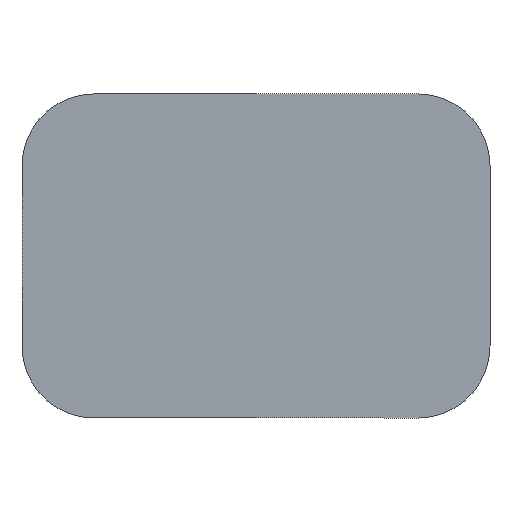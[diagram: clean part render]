
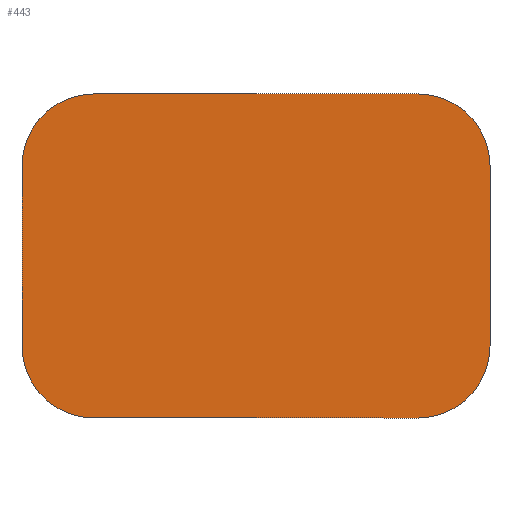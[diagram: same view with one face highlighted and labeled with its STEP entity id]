
A CAD part, left-side view. The second image highlights one B-rep face of the part: STEP entity #443.
In plain terms, the highlighted planar face has unit normal (-1, 0, 0).
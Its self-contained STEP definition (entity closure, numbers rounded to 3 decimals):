
#53=FACE_OUTER_BOUND('',#81,.T.);
#81=EDGE_LOOP('',(#391,#392,#393,#394,#395,#396,#397,#398));
#117=LINE('',#731,#161);
#120=LINE('',#739,#164);
#123=LINE('',#747,#167);
#125=LINE('',#753,#169);
#161=VECTOR('',#600,10.);
#164=VECTOR('',#609,10.);
#167=VECTOR('',#618,10.);
#169=VECTOR('',#626,10.);
#183=CIRCLE('',#488,1.);
#184=CIRCLE('',#491,1.);
#185=CIRCLE('',#494,1.);
#186=CIRCLE('',#497,1.);
#215=VERTEX_POINT('',#723);
#216=VERTEX_POINT('',#724);
#217=VERTEX_POINT('',#729);
#218=VERTEX_POINT('',#733);
#219=VERTEX_POINT('',#737);
#220=VERTEX_POINT('',#741);
#221=VERTEX_POINT('',#745);
#222=VERTEX_POINT('',#749);
#266=EDGE_CURVE('',#215,#216,#183,.T.);
#270=EDGE_CURVE('',#215,#217,#117,.T.);
#271=EDGE_CURVE('',#218,#217,#184,.T.);
#274=EDGE_CURVE('',#218,#219,#120,.T.);
#275=EDGE_CURVE('',#220,#219,#185,.T.);
#278=EDGE_CURVE('',#220,#221,#123,.T.);
#279=EDGE_CURVE('',#222,#221,#186,.T.);
#281=EDGE_CURVE('',#222,#216,#125,.T.);
#391=ORIENTED_EDGE('',*,*,#266,.F.);
#392=ORIENTED_EDGE('',*,*,#270,.T.);
#393=ORIENTED_EDGE('',*,*,#271,.F.);
#394=ORIENTED_EDGE('',*,*,#274,.T.);
#395=ORIENTED_EDGE('',*,*,#275,.F.);
#396=ORIENTED_EDGE('',*,*,#278,.T.);
#397=ORIENTED_EDGE('',*,*,#279,.F.);
#398=ORIENTED_EDGE('',*,*,#281,.T.);
#416=PLANE('',#500);
#443=ADVANCED_FACE('',(#53),#416,.T.);
#488=AXIS2_PLACEMENT_3D('',#725,#593,#594);
#491=AXIS2_PLACEMENT_3D('',#734,#603,#604);
#494=AXIS2_PLACEMENT_3D('',#742,#612,#613);
#497=AXIS2_PLACEMENT_3D('',#750,#621,#622);
#500=AXIS2_PLACEMENT_3D('',#756,#630,#631);
#593=DIRECTION('center_axis',(1.,0.,0.));
#594=DIRECTION('ref_axis',(0.,0.707,0.707));
#600=DIRECTION('',(0.,0.,-1.));
#603=DIRECTION('center_axis',(1.,0.,0.));
#604=DIRECTION('ref_axis',(0.,0.707,-0.707));
#609=DIRECTION('',(0.,-1.,0.));
#612=DIRECTION('center_axis',(1.,0.,0.));
#613=DIRECTION('ref_axis',(0.,-0.707,-0.707));
#618=DIRECTION('',(0.,0.,1.));
#621=DIRECTION('center_axis',(1.,0.,0.));
#622=DIRECTION('ref_axis',(0.,-0.707,0.707));
#626=DIRECTION('',(0.,1.,0.));
#630=DIRECTION('center_axis',(-1.,0.,0.));
#631=DIRECTION('ref_axis',(0.,0.,1.));
#723=CARTESIAN_POINT('',(27.,-21.751,-6.05));
#724=CARTESIAN_POINT('',(27.,-22.751,-5.05));
#725=CARTESIAN_POINT('Origin',(27.,-22.751,-6.05));
#729=CARTESIAN_POINT('',(27.,-21.751,-8.55));
#731=CARTESIAN_POINT('',(27.,-21.751,-9.55));
#733=CARTESIAN_POINT('',(27.,-22.751,-9.55));
#734=CARTESIAN_POINT('Origin',(27.,-22.751,-8.55));
#737=CARTESIAN_POINT('',(27.,-27.251,-9.55));
#739=CARTESIAN_POINT('',(27.,-28.251,-9.55));
#741=CARTESIAN_POINT('',(27.,-28.251,-8.55));
#742=CARTESIAN_POINT('Origin',(27.,-27.251,-8.55));
#745=CARTESIAN_POINT('',(27.,-28.251,-6.05));
#747=CARTESIAN_POINT('',(27.,-28.251,-5.05));
#749=CARTESIAN_POINT('',(27.,-27.251,-5.05));
#750=CARTESIAN_POINT('Origin',(27.,-27.251,-6.05));
#753=CARTESIAN_POINT('',(27.,-21.751,-5.05));
#756=CARTESIAN_POINT('Origin',(27.,-25.001,-7.3));
